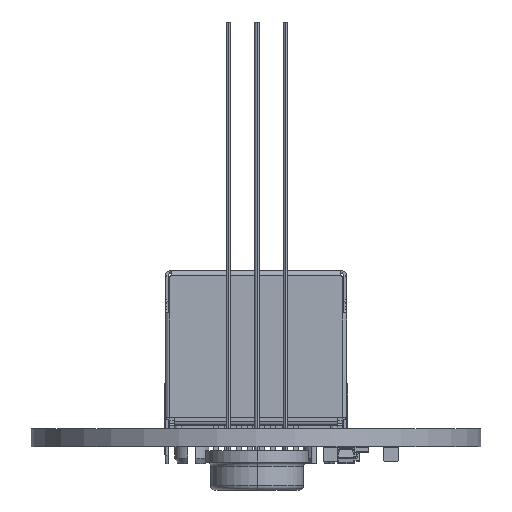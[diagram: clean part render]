
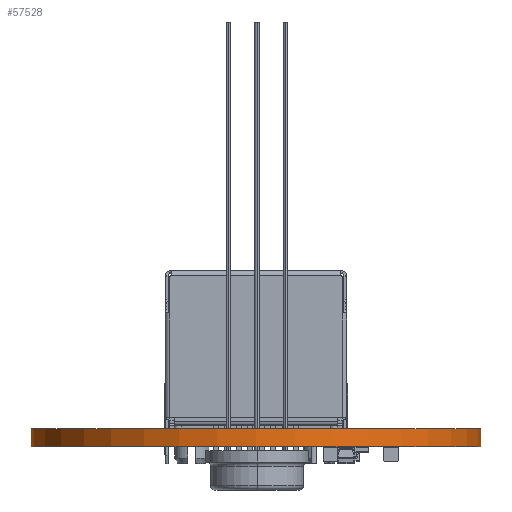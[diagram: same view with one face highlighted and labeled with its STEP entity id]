
A CAD part, left-side view. The second image highlights one B-rep face of the part: STEP entity #57528.
In plain terms, the highlighted cylindrical face has radius 20 mm (diameter 40 mm), a full revolution.
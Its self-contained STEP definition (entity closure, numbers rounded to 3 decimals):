
#57528 = ADVANCED_FACE('',(#57529),#57543,.T.);
#57529 = FACE_BOUND('',#57530,.F.);
#57530 = EDGE_LOOP('',(#57531,#57561,#57588,#57589));
#57531 = ORIENTED_EDGE('',*,*,#57532,.T.);
#57532 = EDGE_CURVE('',#57533,#57535,#57537,.T.);
#57533 = VERTEX_POINT('',#57534);
#57534 = CARTESIAN_POINT('',(20.,0.,0.));
#57535 = VERTEX_POINT('',#57536);
#57536 = CARTESIAN_POINT('',(20.,0.,1.6));
#57537 = SEAM_CURVE('',#57538,(#57542,#57554),.PCURVE_S1.);
#57538 = LINE('',#57539,#57540);
#57539 = CARTESIAN_POINT('',(20.,0.,0.));
#57540 = VECTOR('',#57541,1.);
#57541 = DIRECTION('',(0.,0.,1.));
#57542 = PCURVE('',#57543,#57548);
#57543 = CYLINDRICAL_SURFACE('',#57544,20.);
#57544 = AXIS2_PLACEMENT_3D('',#57545,#57546,#57547);
#57545 = CARTESIAN_POINT('',(0.,-0.,0.));
#57546 = DIRECTION('',(-0.,-0.,-1.));
#57547 = DIRECTION('',(1.,0.,-0.));
#57548 = DEFINITIONAL_REPRESENTATION('',(#57549),#57553);
#57549 = LINE('',#57550,#57551);
#57550 = CARTESIAN_POINT('',(-0.,0.));
#57551 = VECTOR('',#57552,1.);
#57552 = DIRECTION('',(-0.,-1.));
#57553 = ( GEOMETRIC_REPRESENTATION_CONTEXT(2) 
PARAMETRIC_REPRESENTATION_CONTEXT() REPRESENTATION_CONTEXT('2D SPACE',''
  ) );
#57554 = PCURVE('',#57543,#57555);
#57555 = DEFINITIONAL_REPRESENTATION('',(#57556),#57560);
#57556 = LINE('',#57557,#57558);
#57557 = CARTESIAN_POINT('',(-6.283,0.));
#57558 = VECTOR('',#57559,1.);
#57559 = DIRECTION('',(-0.,-1.));
#57560 = ( GEOMETRIC_REPRESENTATION_CONTEXT(2) 
PARAMETRIC_REPRESENTATION_CONTEXT() REPRESENTATION_CONTEXT('2D SPACE',''
  ) );
#57561 = ORIENTED_EDGE('',*,*,#57562,.T.);
#57562 = EDGE_CURVE('',#57535,#57535,#57563,.T.);
#57563 = SURFACE_CURVE('',#57564,(#57569,#57576),.PCURVE_S1.);
#57564 = CIRCLE('',#57565,20.);
#57565 = AXIS2_PLACEMENT_3D('',#57566,#57567,#57568);
#57566 = CARTESIAN_POINT('',(0.,0.,1.6));
#57567 = DIRECTION('',(0.,0.,1.));
#57568 = DIRECTION('',(1.,0.,-0.));
#57569 = PCURVE('',#57543,#57570);
#57570 = DEFINITIONAL_REPRESENTATION('',(#57571),#57575);
#57571 = LINE('',#57572,#57573);
#57572 = CARTESIAN_POINT('',(-0.,-1.6));
#57573 = VECTOR('',#57574,1.);
#57574 = DIRECTION('',(-1.,0.));
#57575 = ( GEOMETRIC_REPRESENTATION_CONTEXT(2) 
PARAMETRIC_REPRESENTATION_CONTEXT() REPRESENTATION_CONTEXT('2D SPACE',''
  ) );
#57576 = PCURVE('',#57577,#57582);
#57577 = PLANE('',#57578);
#57578 = AXIS2_PLACEMENT_3D('',#57579,#57580,#57581);
#57579 = CARTESIAN_POINT('',(0.,0.,1.6));
#57580 = DIRECTION('',(0.,0.,1.));
#57581 = DIRECTION('',(1.,0.,-0.));
#57582 = DEFINITIONAL_REPRESENTATION('',(#57583),#57587);
#57583 = CIRCLE('',#57584,20.);
#57584 = AXIS2_PLACEMENT_2D('',#57585,#57586);
#57585 = CARTESIAN_POINT('',(0.,0.));
#57586 = DIRECTION('',(1.,0.));
#57587 = ( GEOMETRIC_REPRESENTATION_CONTEXT(2) 
PARAMETRIC_REPRESENTATION_CONTEXT() REPRESENTATION_CONTEXT('2D SPACE',''
  ) );
#57588 = ORIENTED_EDGE('',*,*,#57532,.F.);
#57589 = ORIENTED_EDGE('',*,*,#57590,.F.);
#57590 = EDGE_CURVE('',#57533,#57533,#57591,.T.);
#57591 = SURFACE_CURVE('',#57592,(#57597,#57604),.PCURVE_S1.);
#57592 = CIRCLE('',#57593,20.);
#57593 = AXIS2_PLACEMENT_3D('',#57594,#57595,#57596);
#57594 = CARTESIAN_POINT('',(0.,-0.,0.));
#57595 = DIRECTION('',(0.,0.,1.));
#57596 = DIRECTION('',(1.,0.,-0.));
#57597 = PCURVE('',#57543,#57598);
#57598 = DEFINITIONAL_REPRESENTATION('',(#57599),#57603);
#57599 = LINE('',#57600,#57601);
#57600 = CARTESIAN_POINT('',(-0.,0.));
#57601 = VECTOR('',#57602,1.);
#57602 = DIRECTION('',(-1.,0.));
#57603 = ( GEOMETRIC_REPRESENTATION_CONTEXT(2) 
PARAMETRIC_REPRESENTATION_CONTEXT() REPRESENTATION_CONTEXT('2D SPACE',''
  ) );
#57604 = PCURVE('',#57605,#57610);
#57605 = PLANE('',#57606);
#57606 = AXIS2_PLACEMENT_3D('',#57607,#57608,#57609);
#57607 = CARTESIAN_POINT('',(0.,0.,0.));
#57608 = DIRECTION('',(0.,0.,1.));
#57609 = DIRECTION('',(1.,0.,-0.));
#57610 = DEFINITIONAL_REPRESENTATION('',(#57611),#57615);
#57611 = CIRCLE('',#57612,20.);
#57612 = AXIS2_PLACEMENT_2D('',#57613,#57614);
#57613 = CARTESIAN_POINT('',(0.,0.));
#57614 = DIRECTION('',(1.,0.));
#57615 = ( GEOMETRIC_REPRESENTATION_CONTEXT(2) 
PARAMETRIC_REPRESENTATION_CONTEXT() REPRESENTATION_CONTEXT('2D SPACE',''
  ) );
